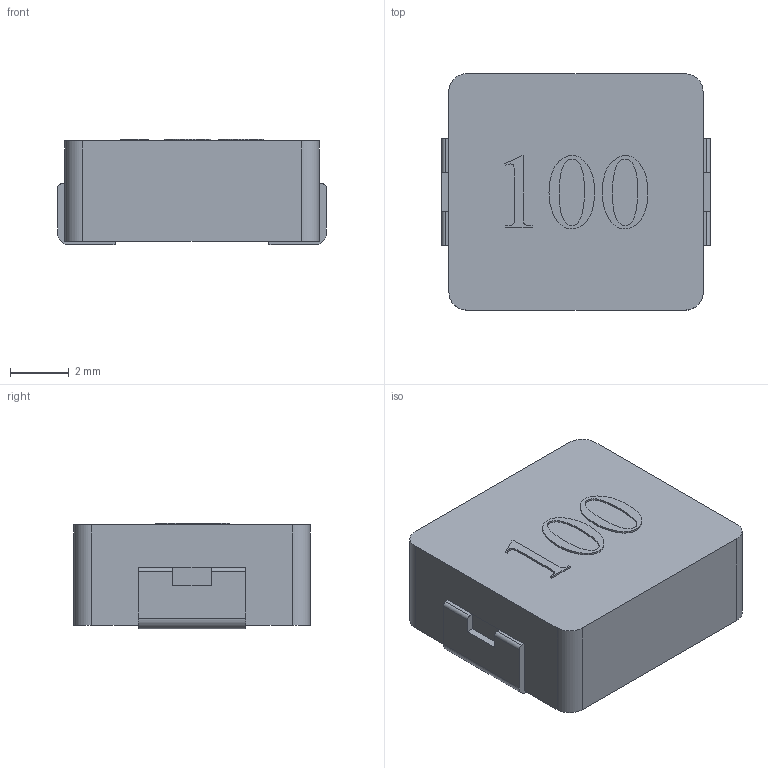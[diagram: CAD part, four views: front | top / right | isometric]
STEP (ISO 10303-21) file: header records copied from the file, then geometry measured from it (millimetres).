
FILE_DESCRIPTION(('FreeCAD Model'),'2;1');
FILE_NAME('Open CASCADE Shape Model','2025-04-30T05:47:46',('FreeCAD'),( 'FreeCAD'),'Open CASCADE STEP processor 7.6','FreeCAD','Unknown');
FILE_SCHEMA(('AUTOMOTIVE_DESIGN { 1 0 10303 214 1 1 1 1 }'));
Length unit declared in the file: millimetre
Products named in the file (1): Open CASCADE STEP translator 7.6 1
Bounding box: 9.18 x 8.07 x 3.61 mm (x, y, z)
Volume: 244.1 mm3; surface area: 267.7 mm2
Topology: 4 solids, 4 shells, 91 faces, 245 edges, 162 vertices
Faces by surface type: bspline 91
Entity records: 2720 total; most frequent: CARTESIAN_POINT 1213, ORIENTED_EDGE 490, EDGE_CURVE 245, B_SPLINE_CURVE_WITH_KNOTS 225, VERTEX_POINT 162, FACE_BOUND 95, EDGE_LOOP 95, ADVANCED_FACE 91
